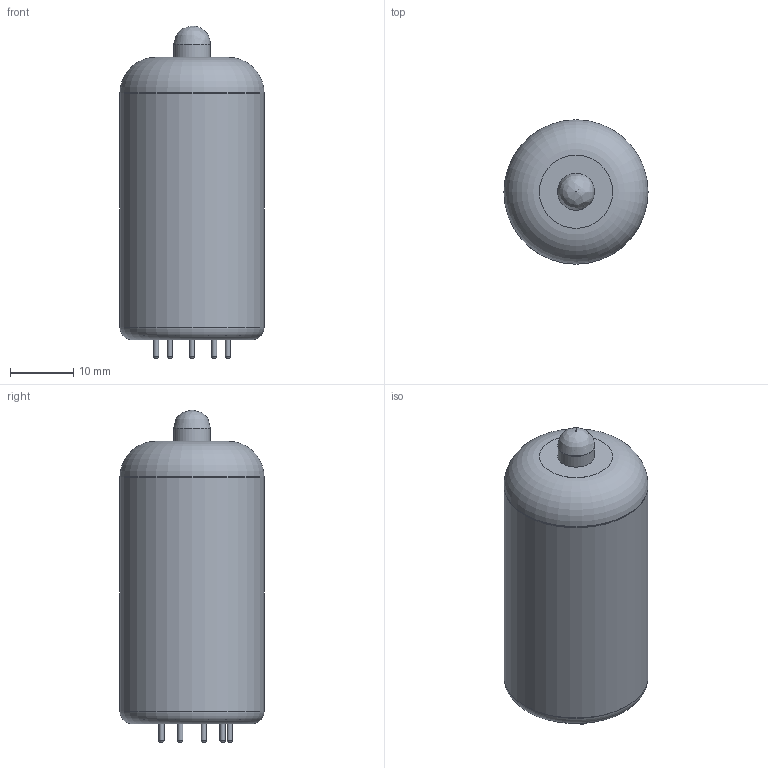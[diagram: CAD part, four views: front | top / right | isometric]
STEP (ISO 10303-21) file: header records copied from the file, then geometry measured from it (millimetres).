
FILE_DESCRIPTION(/* description */ ('model of Valve_Tube_Noval-B9A'),/* implementation_level */ '2;1');
FILE_NAME(/* name */ 'Valve_Tube_Noval-B9A.step',/* time_stamp */ '2018-12-04T20:23:10',/* author */ ('kicad StepUp','ksu'),/* organization */ ('FreeCAD'),/* preprocessor_version */ 'OCC',/* originating_system */ 'kicad StepUp',/* authorisation */ '');
FILE_SCHEMA(('AUTOMOTIVE_DESIGN { 1 0 10303 214 1 1 1 1 }'));
Length unit declared in the file: millimetre
Products named in the file (1): Valve_Tube_Noval_B9A
Bounding box: 22.7 x 22.7 x 52.3 mm (x, y, z)
Volume: 2797.7 mm3; surface area: 9557.7 mm2
Topology: 1 solids, 3 shells, 97 faces, 179 edges, 108 vertices
Faces by surface type: cylinder 41, plane 36, torus 14, revolution 5, offset 1
Full cylindrical faces by diameter (mm): 0.8 x18, 1 x8, 5.625 x1, 5.825 x1, 21.5 x1, 22.5 x2, 22.7 x2
Entity records: 3395 total; most frequent: CARTESIAN_POINT 685, DIRECTION 474, ORIENTED_EDGE 354, AXIS2_PLACEMENT_3D 206, EDGE_CURVE 177, FACE_BOUND 125, EDGE_LOOP 125, VERTEX_POINT 108
